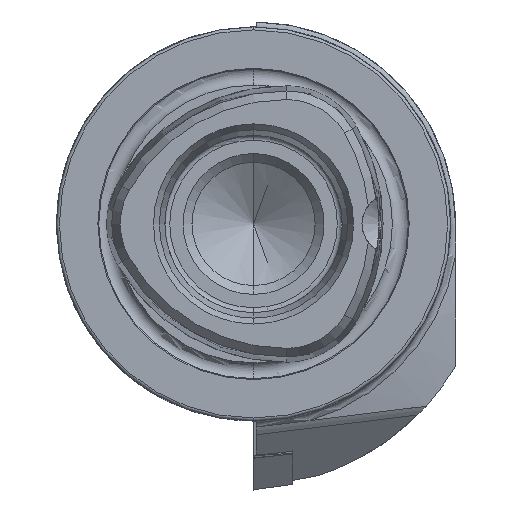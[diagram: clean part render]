
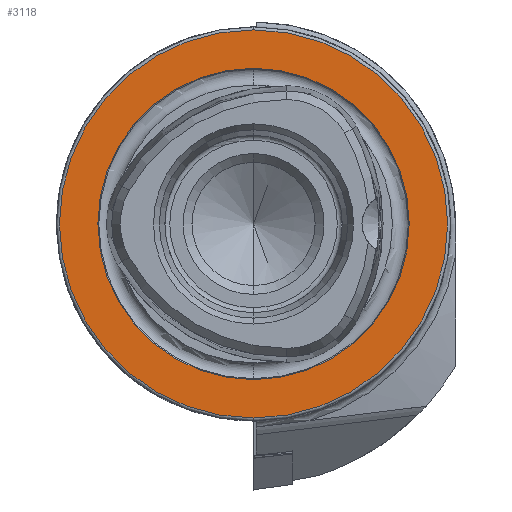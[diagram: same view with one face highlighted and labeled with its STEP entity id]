
A CAD part, left-side view. The second image highlights one B-rep face of the part: STEP entity #3118.
In plain terms, the highlighted planar face has unit normal (-1, 0, 0).
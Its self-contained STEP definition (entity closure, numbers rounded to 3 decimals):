
#1155 = VERTEX_POINT ( 'NONE', #9864 ) ;
#1168 = VERTEX_POINT ( 'NONE', #9725 ) ;
#1319 = VERTEX_POINT ( 'NONE', #9071 ) ;
#1424 = VERTEX_POINT ( 'NONE', #9720 ) ;
#1447 = EDGE_LOOP ( 'NONE', ( #5228, #5453 ) ) ;
#1815 = EDGE_LOOP ( 'NONE', ( #4813, #4686 ) ) ;
#1847 = CARTESIAN_POINT ( 'NONE',  ( 0., 0., 0. ) ) ;
#1859 = DIRECTION ( 'NONE',  ( -1., 0., 0. ) ) ;
#1863 = DIRECTION ( 'NONE',  ( 0., 0., 1. ) ) ;
#3118 = ADVANCED_FACE ( 'NONE', ( #9195, #9198 ), #3377, .F. ) ;
#3374 = DIRECTION ( 'NONE',  ( 0., 0., -1. ) ) ;
#3375 = DIRECTION ( 'NONE',  ( 1., 0., 0. ) ) ;
#3377 = PLANE ( 'NONE',  #7727 ) ;
#3384 = CARTESIAN_POINT ( 'NONE',  ( 0., 15.8, 0. ) ) ;
#3504 = CARTESIAN_POINT ( 'NONE',  ( 0., 0., 0. ) ) ;
#3520 = DIRECTION ( 'NONE',  ( 0., 0., 1. ) ) ;
#3555 = DIRECTION ( 'NONE',  ( -1., 0., 0. ) ) ;
#4132 = AXIS2_PLACEMENT_3D ( 'NONE', #6637, #6638, #6639 ) ;
#4686 = ORIENTED_EDGE ( 'NONE', *, *, #7211, .F. ) ;
#4813 = ORIENTED_EDGE ( 'NONE', *, *, #8733, .F. ) ;
#5228 = ORIENTED_EDGE ( 'NONE', *, *, #7868, .T. ) ;
#5453 = ORIENTED_EDGE ( 'NONE', *, *, #8569, .T. ) ;
#5701 = AXIS2_PLACEMENT_3D ( 'NONE', #6367, #6368, #6369 ) ;
#5732 = AXIS2_PLACEMENT_3D ( 'NONE', #1847, #1859, #1863 ) ;
#6225 = AXIS2_PLACEMENT_3D ( 'NONE', #3504, #3555, #3520 ) ;
#6367 = CARTESIAN_POINT ( 'NONE',  ( 0., 0., 0. ) ) ;
#6368 = DIRECTION ( 'NONE',  ( -1., 0., 0. ) ) ;
#6369 = DIRECTION ( 'NONE',  ( 0., 0., 1. ) ) ;
#6637 = CARTESIAN_POINT ( 'NONE',  ( 0., 0., 0. ) ) ;
#6638 = DIRECTION ( 'NONE',  ( -1., 0., 0. ) ) ;
#6639 = DIRECTION ( 'NONE',  ( 0., 0., 1. ) ) ;
#7211 = EDGE_CURVE ( 'NONE', #1155, #1424, #8640, .T. ) ;
#7727 = AXIS2_PLACEMENT_3D ( 'NONE', #3384, #3375, #3374 ) ;
#7868 = EDGE_CURVE ( 'NONE', #1168, #1319, #8216, .T. ) ;
#8170 = CIRCLE ( 'NONE', #4132, 15.8 ) ;
#8216 = CIRCLE ( 'NONE', #5732, 19.7 ) ;
#8336 = CIRCLE ( 'NONE', #5701, 19.7 ) ;
#8569 = EDGE_CURVE ( 'NONE', #1319, #1168, #8336, .T. ) ;
#8640 = CIRCLE ( 'NONE', #6225, 15.8 ) ;
#8733 = EDGE_CURVE ( 'NONE', #1424, #1155, #8170, .T. ) ;
#9071 = CARTESIAN_POINT ( 'NONE',  ( 0., 0., -19.7 ) ) ;
#9195 = FACE_BOUND ( 'NONE', #1815, .T. ) ;
#9198 = FACE_OUTER_BOUND ( 'NONE', #1447, .T. ) ;
#9720 = CARTESIAN_POINT ( 'NONE',  ( 0., 0., 15.8 ) ) ;
#9725 = CARTESIAN_POINT ( 'NONE',  ( 0., 0., 19.7 ) ) ;
#9864 = CARTESIAN_POINT ( 'NONE',  ( 0., 0., -15.8 ) ) ;
